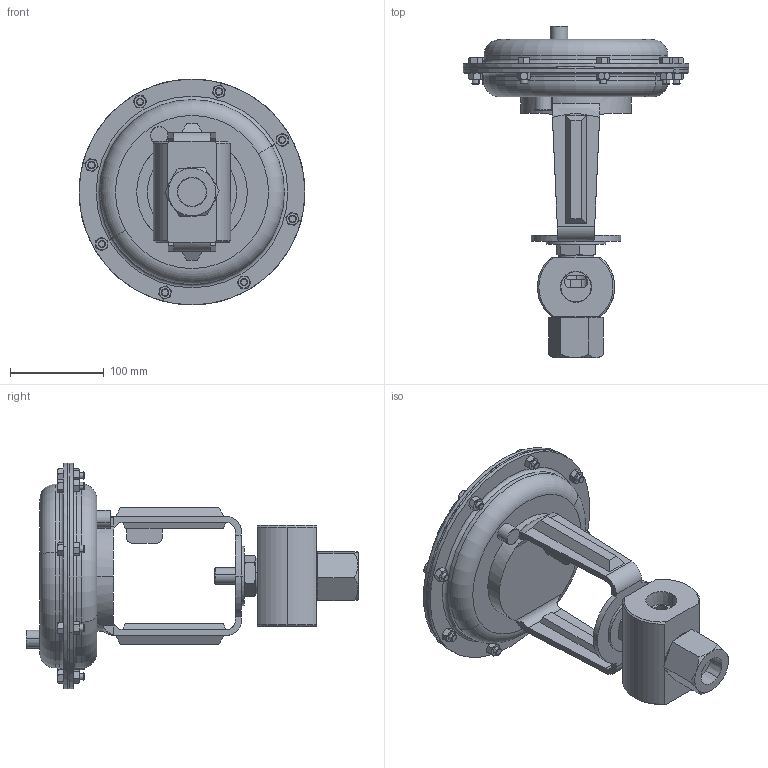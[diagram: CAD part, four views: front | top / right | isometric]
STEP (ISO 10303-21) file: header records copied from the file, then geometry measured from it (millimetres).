
FILE_DESCRIPTION (( 'STEP AP203' ), '1' );
FILE_NAME ('8000T-100-BR+CB+SB-PT-35M.step', '2017-09-20T11:28:47', ( '' ), ( '' ), 'SwSTEP 2.0', 'SolidWorks 2014', '' );
FILE_SCHEMA (( 'CONFIG_CONTROL_DESIGN' ));
Length unit declared in the file: inch
Products named in the file (1): 8000T-100-BR+CB+SB-PT-35M
Bounding box: 241.3 x 354.58 x 241.3 mm (x, y, z)
Volume: 2944332.6 mm3; surface area: 260959.4 mm2
Topology: 2 solids, 2 shells, 469 faces, 1075 edges, 654 vertices
Faces by surface type: cone 198, plane 198, cylinder 63, torus 8, bspline 2
Entity records: 14761 total; most frequent: CARTESIAN_POINT 4658, ORIENTED_EDGE 2150, DIRECTION 1963, EDGE_CURVE 1075, AXIS2_PLACEMENT_3D 803, VERTEX_POINT 654, EDGE_LOOP 515, ADVANCED_FACE 469
